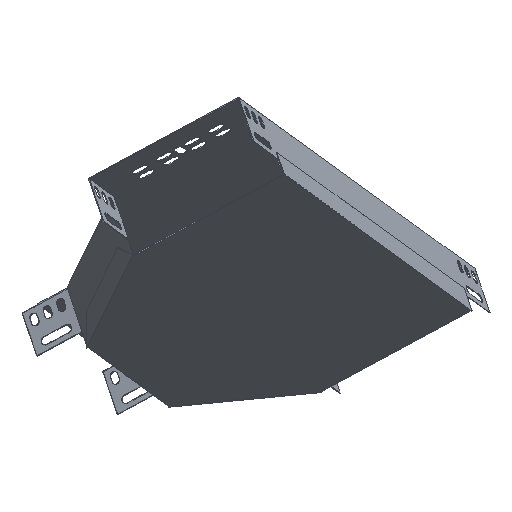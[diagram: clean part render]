
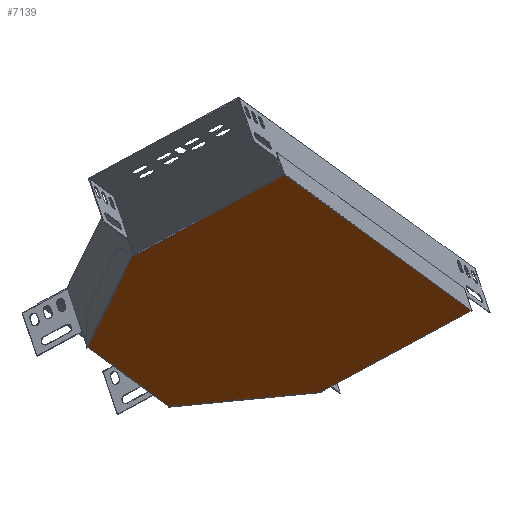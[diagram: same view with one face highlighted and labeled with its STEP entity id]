
A CAD part, front view. The second image highlights one B-rep face of the part: STEP entity #7139.
In plain terms, the highlighted planar face has unit normal (0.283, -0.485, -0.827).
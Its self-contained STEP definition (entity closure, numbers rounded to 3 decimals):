
#20 = CARTESIAN_POINT ( 'NONE',  ( 53.597, 357.593, 32.519 ) ) ;
#52 = VERTEX_POINT ( 'NONE', #20 ) ;
#192 = CARTESIAN_POINT ( 'NONE',  ( -106.827, 65.756, 148.918 ) ) ;
#274 = ORIENTED_EDGE ( 'NONE', *, *, #5003, .T. ) ;
#333 = CARTESIAN_POINT ( 'NONE',  ( -144.518, 177.305, 70.573 ) ) ;
#367 = EDGE_CURVE ( 'NONE', #4400, #4931, #4018, .T. ) ;
#475 = ORIENTED_EDGE ( 'NONE', *, *, #7497, .T. ) ;
#479 = CARTESIAN_POINT ( 'NONE',  ( -106.092, 66.064, 148.989 ) ) ;
#489 = CARTESIAN_POINT ( 'NONE',  ( -76.329, 303.154, 20.04 ) ) ;
#508 = ORIENTED_EDGE ( 'NONE', *, *, #6384, .F. ) ;
#723 = DIRECTION ( 'NONE',  ( 0.455, 0.827, -0.33 ) ) ;
#775 = VECTOR ( 'NONE', #5084, 1000. ) ;
#796 = DIRECTION ( 'NONE',  ( 0.276, -0.785, 0.555 ) ) ;
#918 = ORIENTED_EDGE ( 'NONE', *, *, #6405, .T. ) ;
#920 = DIRECTION ( 'NONE',  ( -0.455, -0.827, 0.33 ) ) ;
#962 = VECTOR ( 'NONE', #7232, 1000. ) ;
#1095 = CARTESIAN_POINT ( 'NONE',  ( -144.518, 177.305, 70.573 ) ) ;
#1114 = LINE ( 'NONE', #7073, #3596 ) ;
#1264 = CARTESIAN_POINT ( 'NONE',  ( 21.811, 23.64, 217.617 ) ) ;
#1345 = VECTOR ( 'NONE', #2372, 1000. ) ;
#1527 = EDGE_CURVE ( 'NONE', #3400, #4872, #6867, .T. ) ;
#1711 = LINE ( 'NONE', #1742, #5401 ) ;
#1742 = CARTESIAN_POINT ( 'NONE',  ( 53.817, 356.965, 32.963 ) ) ;
#1786 = DIRECTION ( 'NONE',  ( 0.455, 0.827, -0.33 ) ) ;
#1825 = ORIENTED_EDGE ( 'NONE', *, *, #367, .T. ) ;
#1866 = VERTEX_POINT ( 'NONE', #2795 ) ;
#1985 = DIRECTION ( 'NONE',  ( -0.845, 0.283, -0.455 ) ) ;
#2003 = CARTESIAN_POINT ( 'NONE',  ( 53.983, 356.494, 33.296 ) ) ;
#2199 = ORIENTED_EDGE ( 'NONE', *, *, #8317, .F. ) ;
#2355 = CARTESIAN_POINT ( 'NONE',  ( -145.069, 177.075, 70.52 ) ) ;
#2372 = DIRECTION ( 'NONE',  ( 0.276, -0.785, 0.555 ) ) ;
#2795 = CARTESIAN_POINT ( 'NONE',  ( 22.487, 23.414, 217.981 ) ) ;
#2874 = CARTESIAN_POINT ( 'NONE',  ( -75.943, 302.055, 20.817 ) ) ;
#2996 = PLANE ( 'NONE',  #5338 ) ;
#3089 = CARTESIAN_POINT ( 'NONE',  ( -146.116, 177.655, 69.822 ) ) ;
#3119 = VERTEX_POINT ( 'NONE', #6488 ) ;
#3363 = VERTEX_POINT ( 'NONE', #333 ) ;
#3400 = VERTEX_POINT ( 'NONE', #3851 ) ;
#3535 = CARTESIAN_POINT ( 'NONE',  ( 21.973, 22.478, 218.354 ) ) ;
#3596 = VECTOR ( 'NONE', #796, 1000. ) ;
#3825 = EDGE_CURVE ( 'NONE', #1866, #3119, #8621, .T. ) ;
#3851 = CARTESIAN_POINT ( 'NONE',  ( -145.804, 176.767, 70.449 ) ) ;
#4018 = LINE ( 'NONE', #4393, #775 ) ;
#4182 = ORIENTED_EDGE ( 'NONE', *, *, #3825, .T. ) ;
#4393 = CARTESIAN_POINT ( 'NONE',  ( 53.983, 356.494, 33.296 ) ) ;
#4400 = VERTEX_POINT ( 'NONE', #2003 ) ;
#4804 = VERTEX_POINT ( 'NONE', #2874 ) ;
#4872 = VERTEX_POINT ( 'NONE', #192 ) ;
#4931 = VERTEX_POINT ( 'NONE', #5124 ) ;
#5003 = EDGE_CURVE ( 'NONE', #3363, #4804, #5248, .T. ) ;
#5081 = DIRECTION ( 'NONE',  ( -0.283, 0.485, 0.827 ) ) ;
#5084 = DIRECTION ( 'NONE',  ( 0.845, -0.283, 0.455 ) ) ;
#5124 = CARTESIAN_POINT ( 'NONE',  ( 182.011, 313.613, 102.235 ) ) ;
#5129 = VECTOR ( 'NONE', #7106, 1000. ) ;
#5208 = FACE_OUTER_BOUND ( 'NONE', #8311, .T. ) ;
#5248 = LINE ( 'NONE', #1095, #6864 ) ;
#5323 = LINE ( 'NONE', #479, #5539 ) ;
#5338 = AXIS2_PLACEMENT_3D ( 'NONE', #7953, #5081, #920 ) ;
#5346 = DIRECTION ( 'NONE',  ( 0.919, 0.385, 0.088 ) ) ;
#5401 = VECTOR ( 'NONE', #6586, 1000. ) ;
#5539 = VECTOR ( 'NONE', #5346, 1000. ) ;
#5609 = ORIENTED_EDGE ( 'NONE', *, *, #7795, .F. ) ;
#6281 = LINE ( 'NONE', #2355, #962 ) ;
#6298 = VECTOR ( 'NONE', #1985, 1000. ) ;
#6384 = EDGE_CURVE ( 'NONE', #8747, #4804, #1114, .T. ) ;
#6405 = EDGE_CURVE ( 'NONE', #8747, #52, #6950, .T. ) ;
#6410 = CARTESIAN_POINT ( 'NONE',  ( -77.368, 302.718, 19.94 ) ) ;
#6488 = CARTESIAN_POINT ( 'NONE',  ( -105.541, 66.295, 149.042 ) ) ;
#6586 = DIRECTION ( 'NONE',  ( 0.276, -0.785, 0.555 ) ) ;
#6776 = ORIENTED_EDGE ( 'NONE', *, *, #1527, .F. ) ;
#6864 = VECTOR ( 'NONE', #1786, 1000. ) ;
#6867 = LINE ( 'NONE', #3089, #1345 ) ;
#6950 = LINE ( 'NONE', #6410, #5129 ) ;
#7073 = CARTESIAN_POINT ( 'NONE',  ( -76.108, 302.526, 20.484 ) ) ;
#7106 = DIRECTION ( 'NONE',  ( 0.919, 0.385, 0.088 ) ) ;
#7139 = ADVANCED_FACE ( 'NONE', ( #5208 ), #2996, .F. ) ;
#7169 = VECTOR ( 'NONE', #723, 1000. ) ;
#7232 = DIRECTION ( 'NONE',  ( 0.919, 0.385, 0.088 ) ) ;
#7497 = EDGE_CURVE ( 'NONE', #52, #4400, #1711, .T. ) ;
#7795 = EDGE_CURVE ( 'NONE', #1866, #4931, #9262, .T. ) ;
#7840 = EDGE_CURVE ( 'NONE', #3400, #3363, #6281, .T. ) ;
#7953 = CARTESIAN_POINT ( 'NONE',  ( -173.907, 261.008, 11.407 ) ) ;
#8311 = EDGE_LOOP ( 'NONE', ( #274, #508, #918, #475, #1825, #5609, #4182, #2199, #6776, #9118 ) ) ;
#8317 = EDGE_CURVE ( 'NONE', #4872, #3119, #5323, .T. ) ;
#8621 = LINE ( 'NONE', #1264, #6298 ) ;
#8747 = VERTEX_POINT ( 'NONE', #489 ) ;
#9118 = ORIENTED_EDGE ( 'NONE', *, *, #7840, .T. ) ;
#9262 = LINE ( 'NONE', #3535, #7169 ) ;
